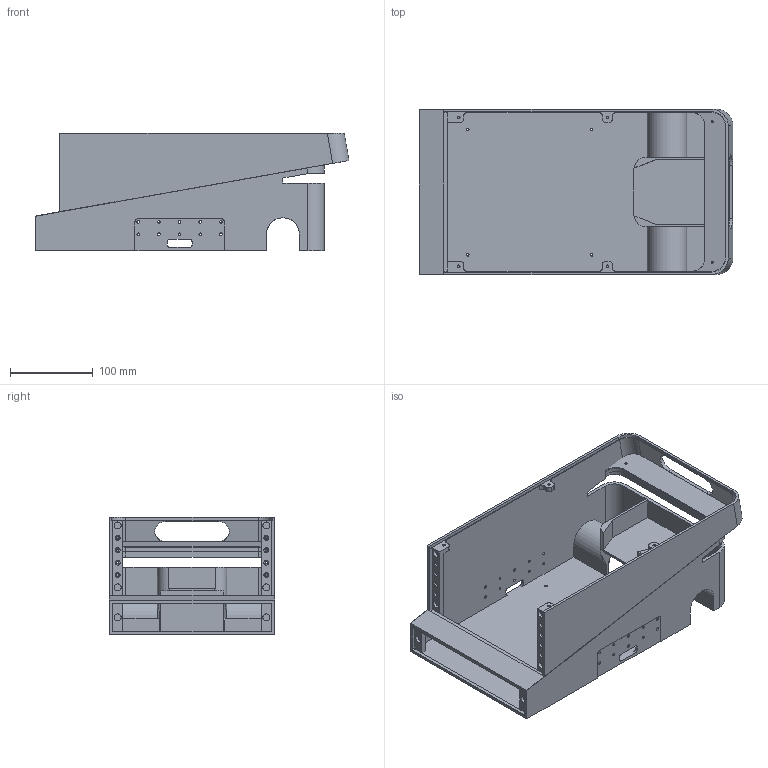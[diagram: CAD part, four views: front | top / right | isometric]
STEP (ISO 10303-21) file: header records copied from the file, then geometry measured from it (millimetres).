
FILE_DESCRIPTION(/* description */ (''),/* implementation_level */ '2;1');
FILE_NAME(/* name */ '下中心框3d.step',/* time_stamp */ '2021-09-10T09:15:31+08:00',/* author */ (''),/* organization */ (''),/* preprocessor_version */ 'ST-DEVELOPER v18.1',/* originating_system */ 'Autodesk Translation Framework v10.10.0.1391',/* authorisation */ '');
FILE_SCHEMA (('AUTOMOTIVE_DESIGN { 1 0 10303 214 3 1 1 }'));
Length unit declared in the file: millimetre
Products named in the file (2): 下中心框3d; 上中心框
Assembly tree (1 placements, depth 2):
  下中心框3d
    上中心框
Bounding box: 380 x 200 x 142.31 mm (x, y, z)
Volume: 845910.9 mm3; surface area: 454751.4 mm2
Topology: 2 solids, 2 shells, 271 faces, 748 edges, 488 vertices
Faces by surface type: plane 151, cylinder 106, bspline 14
Full cylindrical faces by diameter (mm): 2.529 x2, 3 x4, 3.1 x8, 3.2 x26, 6 x8, 8.5 x6
Entity records: 9163 total; most frequent: CARTESIAN_POINT 1814, ORIENTED_EDGE 1496, DIRECTION 1490, EDGE_CURVE 748, LINE 502, VECTOR 502, AXIS2_PLACEMENT_3D 494, VERTEX_POINT 488
